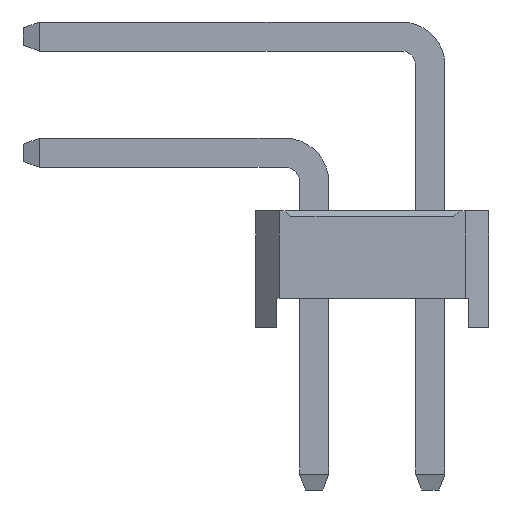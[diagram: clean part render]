
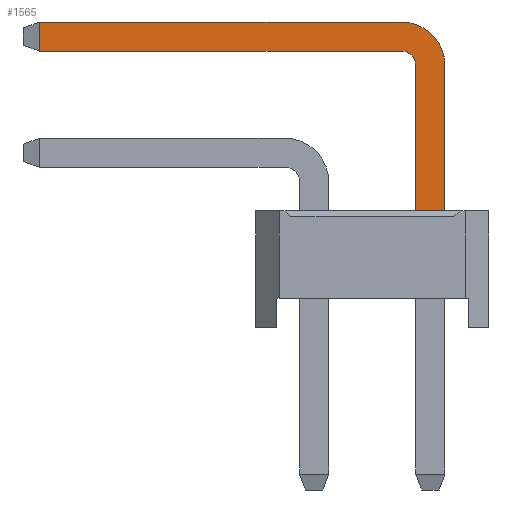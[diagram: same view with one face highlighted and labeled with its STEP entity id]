
A CAD part, left-side view. The second image highlights one B-rep face of the part: STEP entity #1565.
In plain terms, the highlighted planar face has unit normal (-1, 0, 0).
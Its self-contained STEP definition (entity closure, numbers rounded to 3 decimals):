
#1565=ADVANCED_FACE('',(#6601),#6603,.T.);
#6601=FACE_BOUND('',#6602,.T.);
#6602=EDGE_LOOP('',(#10677,#10678,#10679,#10680,#10681,#10682,#10683,#10684));
#6603=PLANE('',#6604);
#6604=AXIS2_PLACEMENT_3D('',#6605,#6606,#6607);
#6605=CARTESIAN_POINT('',(-0.25,-1.75,-2.8));
#6606=DIRECTION('',(-1.,0.,0.));
#6607=DIRECTION('',(0.,-1.,0.));
#10677=ORIENTED_EDGE('',*,*,#13183,.F.);
#10678=ORIENTED_EDGE('',*,*,#13184,.F.);
#10679=ORIENTED_EDGE('',*,*,#13185,.F.);
#10680=ORIENTED_EDGE('',*,*,#13186,.F.);
#10681=ORIENTED_EDGE('',*,*,#12549,.T.);
#10682=ORIENTED_EDGE('',*,*,#13182,.T.);
#10683=ORIENTED_EDGE('',*,*,#13187,.T.);
#10684=ORIENTED_EDGE('',*,*,#13188,.T.);
#12549=EDGE_CURVE('',#14127,#14125,#14128,.T.);
#13182=EDGE_CURVE('',#14125,#15210,#15212,.T.);
#13183=EDGE_CURVE('',#15213,#15214,#15215,.T.);
#13184=EDGE_CURVE('',#15216,#15213,#15217,.T.);
#13185=EDGE_CURVE('',#15218,#15216,#15219,.T.);
#13186=EDGE_CURVE('',#14127,#15218,#15220,.T.);
#13187=EDGE_CURVE('',#15210,#15221,#15222,.T.);
#13188=EDGE_CURVE('',#15221,#15214,#15223,.T.);
#14125=VERTEX_POINT('',#16742);
#14127=VERTEX_POINT('',#16746);
#14128=LINE('',#16747,#16748);
#15210=VERTEX_POINT('',#19135);
#15212=LINE('',#19139,#19140);
#15213=VERTEX_POINT('',#19142);
#15214=VERTEX_POINT('',#19143);
#15215=LINE('',#19144,#19145);
#15216=VERTEX_POINT('',#19147);
#15217=LINE('',#19148,#19149);
#15218=VERTEX_POINT('',#19151);
#15219=CIRCLE('',#19152,0.25);
#15220=LINE('',#19156,#19157);
#15221=VERTEX_POINT('',#19159);
#15222=CIRCLE('',#19160,0.75);
#15223=LINE('',#19164,#19165);
#16742=CARTESIAN_POINT('',(-0.25,-2.25,2.));
#16746=CARTESIAN_POINT('',(-0.25,-1.75,2.));
#16747=CARTESIAN_POINT('',(-0.25,-1.75,2.));
#16748=VECTOR('',#16749,1.);
#16749=DIRECTION('',(0.,-1.,0.));
#19135=CARTESIAN_POINT('',(-0.25,-2.25,4.5));
#19139=CARTESIAN_POINT('',(-0.25,-2.25,2.));
#19140=VECTOR('',#19141,1.);
#19141=DIRECTION('',(0.,0.,1.));
#19142=CARTESIAN_POINT('',(-0.25,4.725,4.75));
#19143=CARTESIAN_POINT('',(-0.25,4.725,5.25));
#19144=CARTESIAN_POINT('',(-0.25,4.725,4.75));
#19145=VECTOR('',#19146,1.);
#19146=DIRECTION('',(0.,0.,1.));
#19147=CARTESIAN_POINT('',(-0.25,-1.5,4.75));
#19148=CARTESIAN_POINT('',(-0.25,-1.5,4.75));
#19149=VECTOR('',#19150,1.);
#19150=DIRECTION('',(0.,1.,0.));
#19151=CARTESIAN_POINT('',(-0.25,-1.75,4.5));
#19152=AXIS2_PLACEMENT_3D('',#19153,#19154,#19155);
#19153=CARTESIAN_POINT('',(-0.25,-1.5,4.5));
#19154=DIRECTION('',(-1.,-0.,0.));
#19155=DIRECTION('',(0.,-1.,0.));
#19156=CARTESIAN_POINT('',(-0.25,-1.75,2.));
#19157=VECTOR('',#19158,1.);
#19158=DIRECTION('',(0.,0.,1.));
#19159=CARTESIAN_POINT('',(-0.25,-1.5,5.25));
#19160=AXIS2_PLACEMENT_3D('',#19161,#19162,#19163);
#19161=CARTESIAN_POINT('',(-0.25,-1.5,4.5));
#19162=DIRECTION('',(-1.,-0.,0.));
#19163=DIRECTION('',(0.,-1.,0.));
#19164=CARTESIAN_POINT('',(-0.25,-1.5,5.25));
#19165=VECTOR('',#19166,1.);
#19166=DIRECTION('',(0.,1.,0.));
